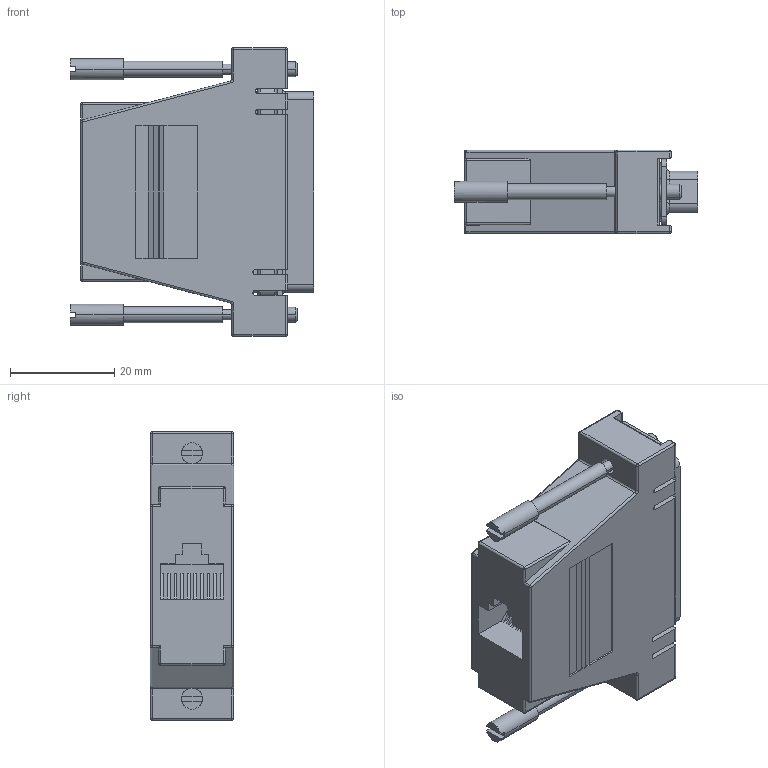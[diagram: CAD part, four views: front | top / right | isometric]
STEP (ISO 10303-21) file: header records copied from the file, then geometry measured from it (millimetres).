
FILE_DESCRIPTION (( 'STEP AP203' ), '1' );
FILE_NAME ('RA2510F.STEP', '2006-06-23T20:12:21', ( 'lcom' ), ( 'lcom' ), 'SwSTEP 2.0', 'SolidWorks 2006004', '' );
FILE_SCHEMA (( 'CONFIG_CONTROL_DESIGN' ));
Length unit declared in the file: inch
Products named in the file (6): C&P25F; CRIMP&POKE F; RA2510F; RA2510M BODY; MA2_CSMN9 Screw
Assembly tree (30 placements, depth 3):
  RA2510F
    MA2_CSMN9 Screw  x2
    C&P25F
      CRIMP&POKE F  x25
      C&P25F
    RA2510M BODY
Bounding box: 46.6 x 16 x 55.37 mm (x, y, z)
Volume: 17611.7 mm3; surface area: 16772.8 mm2
Topology: 29 solids, 29 shells, 1453 faces, 3749 edges, 2440 vertices
Faces by surface type: plane 670, cylinder 600, cone 129, torus 24, sphere 16, bspline 14
Entity records: 20681 total; most frequent: CARTESIAN_POINT 4609, DIRECTION 3193, ORIENTED_EDGE 2970, EDGE_CURVE 1485, AXIS2_PLACEMENT_3D 1154, VERTEX_POINT 950, VECTOR 885, LINE 885
